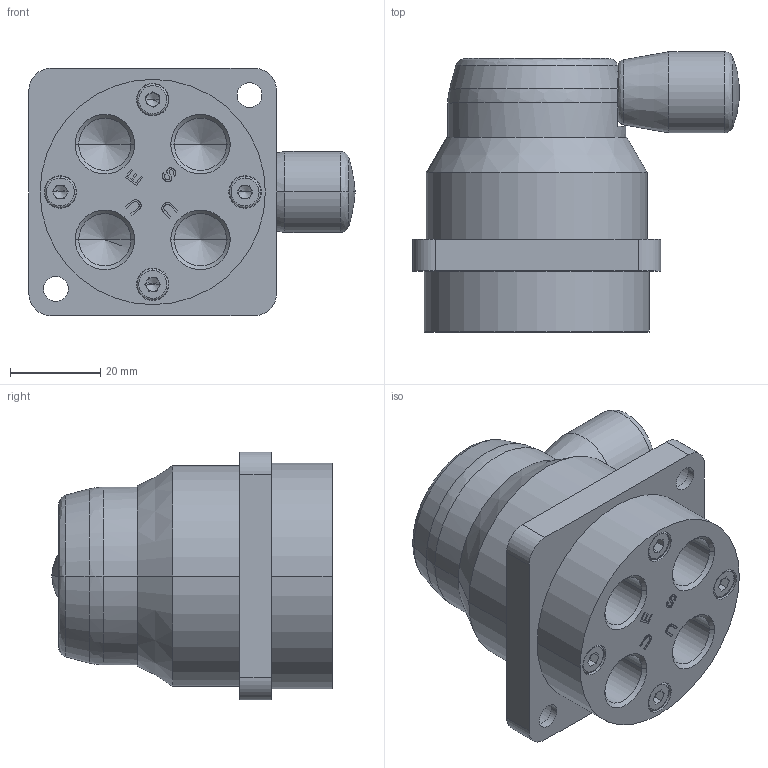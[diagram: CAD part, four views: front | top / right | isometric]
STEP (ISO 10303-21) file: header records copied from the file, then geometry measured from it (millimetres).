
FILE_DESCRIPTION (( 'STEP AP214' ), '1' );
FILE_NAME ('10_072_4.STEP', '2016-08-29T12:44:10', ( '' ), ( '' ), 'SwSTEP 2.0', 'SolidWorks 2016', '' );
FILE_SCHEMA (( 'AUTOMOTIVE_DESIGN' ));
Length unit declared in the file: millimetre
Products named in the file (1): 10_072_4
Bounding box: 72.44 x 62.2 x 55 mm (x, y, z)
Volume: 111993.8 mm3; surface area: 28907.1 mm2
Topology: 9 solids, 9 shells, 1078 faces, 2366 edges, 1318 vertices
Faces by surface type: cone 566, cylinder 324, plane 130, bspline 58
Entity records: 31513 total; most frequent: CARTESIAN_POINT 7544, DIRECTION 5451, ORIENTED_EDGE 4696, EDGE_CURVE 2348, AXIS2_PLACEMENT_3D 2162, VERTEX_POINT 1318, CIRCLE 1141, LINE 1127
